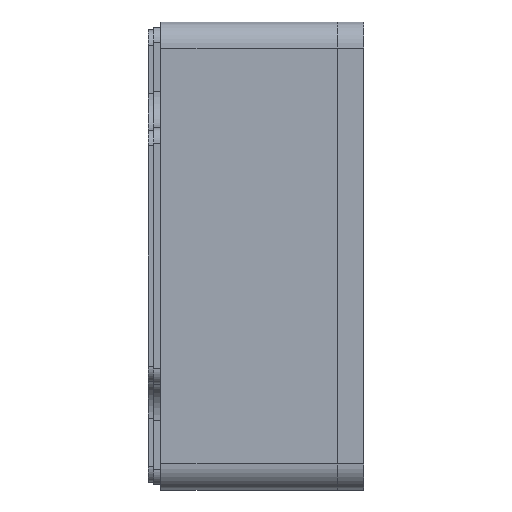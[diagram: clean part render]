
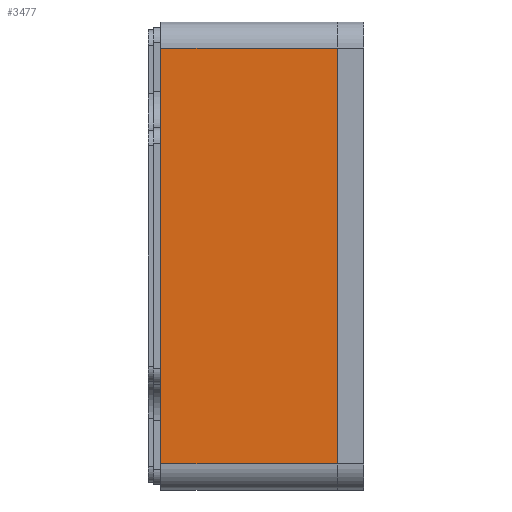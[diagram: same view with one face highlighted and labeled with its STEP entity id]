
A CAD part, left-side view. The second image highlights one B-rep face of the part: STEP entity #3477.
In plain terms, the highlighted planar face has unit normal (-1, 0, 0).
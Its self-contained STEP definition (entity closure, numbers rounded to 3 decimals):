
#355 = CARTESIAN_POINT ( 'NONE',  ( -57.5, 39., 85. ) ) ;
#370 = DIRECTION ( 'NONE',  ( 0., 1., 0. ) ) ;
#448 = DIRECTION ( 'NONE',  ( 0., 0., 1. ) ) ;
#478 = DIRECTION ( 'NONE',  ( -1., 0., 0. ) ) ;
#504 = VERTEX_POINT ( 'NONE', #3788 ) ;
#546 = FACE_OUTER_BOUND ( 'NONE', #3387, .T. ) ;
#958 = CARTESIAN_POINT ( 'NONE',  ( -57.5, 5., 90. ) ) ;
#1177 = DIRECTION ( 'NONE',  ( 0., 0., 1. ) ) ;
#1208 = CARTESIAN_POINT ( 'NONE',  ( -57.5, 39., 85. ) ) ;
#1235 = VERTEX_POINT ( 'NONE', #1654 ) ;
#1380 = ORIENTED_EDGE ( 'NONE', *, *, #4317, .F. ) ;
#1495 = PLANE ( 'NONE',  #4387 ) ;
#1589 = EDGE_CURVE ( 'NONE', #3319, #1595, #2079, .T. ) ;
#1595 = VERTEX_POINT ( 'NONE', #355 ) ;
#1654 = CARTESIAN_POINT ( 'NONE',  ( -57.5, 39., 5. ) ) ;
#1825 = CARTESIAN_POINT ( 'NONE',  ( -57.5, 5., 90. ) ) ;
#1923 = VECTOR ( 'NONE', #370, 1000. ) ;
#1948 = ORIENTED_EDGE ( 'NONE', *, *, #1589, .T. ) ;
#2063 = VECTOR ( 'NONE', #3460, 1000. ) ;
#2079 = LINE ( 'NONE', #3396, #1923 ) ;
#2181 = VECTOR ( 'NONE', #1177, 1000. ) ;
#2290 = DIRECTION ( 'NONE',  ( 0., 0., -1. ) ) ;
#2489 = CARTESIAN_POINT ( 'NONE',  ( -57.5, 5., 5. ) ) ;
#2996 = EDGE_CURVE ( 'NONE', #1235, #1595, #4225, .T. ) ;
#3319 = VERTEX_POINT ( 'NONE', #4102 ) ;
#3387 = EDGE_LOOP ( 'NONE', ( #4047, #4369, #1380, #1948 ) ) ;
#3396 = CARTESIAN_POINT ( 'NONE',  ( -57.5, 41.4, 85. ) ) ;
#3460 = DIRECTION ( 'NONE',  ( 0., -1., 0. ) ) ;
#3477 = ADVANCED_FACE ( 'NONE', ( #546 ), #1495, .T. ) ;
#3788 = CARTESIAN_POINT ( 'NONE',  ( -57.5, 5., 5. ) ) ;
#3885 = LINE ( 'NONE', #2489, #2063 ) ;
#4047 = ORIENTED_EDGE ( 'NONE', *, *, #2996, .F. ) ;
#4049 = EDGE_CURVE ( 'NONE', #1235, #504, #3885, .T. ) ;
#4101 = LINE ( 'NONE', #958, #4315 ) ;
#4102 = CARTESIAN_POINT ( 'NONE',  ( -57.5, 5., 85. ) ) ;
#4225 = LINE ( 'NONE', #1208, #2181 ) ;
#4315 = VECTOR ( 'NONE', #2290, 1000. ) ;
#4317 = EDGE_CURVE ( 'NONE', #3319, #504, #4101, .T. ) ;
#4369 = ORIENTED_EDGE ( 'NONE', *, *, #4049, .T. ) ;
#4387 = AXIS2_PLACEMENT_3D ( 'NONE', #1825, #478, #448 ) ;
